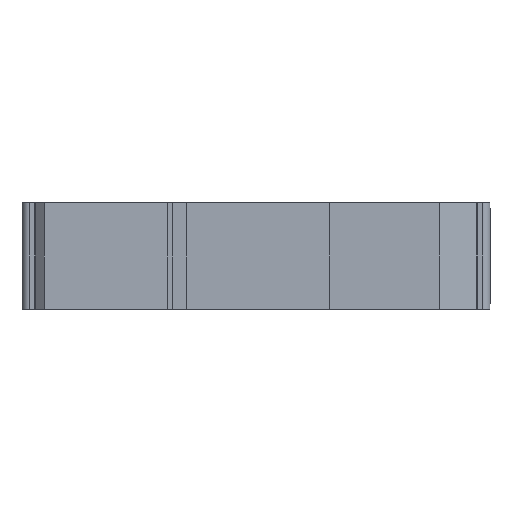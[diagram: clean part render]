
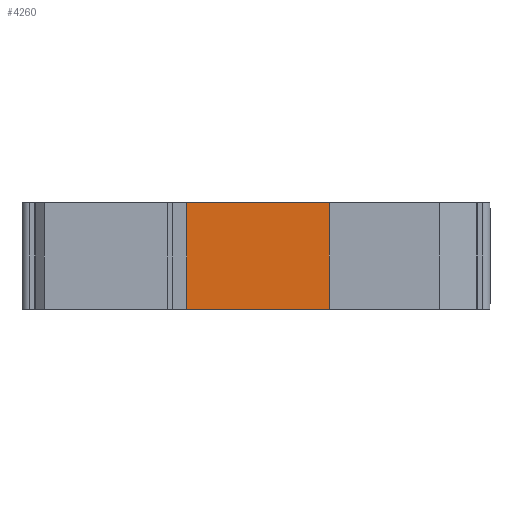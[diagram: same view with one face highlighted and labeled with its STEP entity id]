
A CAD part, front view. The second image highlights one B-rep face of the part: STEP entity #4260.
In plain terms, the highlighted planar face has unit normal (0, -1, 0).
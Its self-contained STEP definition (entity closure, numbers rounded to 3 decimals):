
#2410=CARTESIAN_POINT('',(16.45,7.5,
22.6));
#2420=VERTEX_POINT('',#2410);
#2450=CARTESIAN_POINT('',(-0.45,7.5,
22.6));
#2460=DIRECTION('',(1.,0.,0.));
#2470=VECTOR('',#2460,1.);
#2480=LINE('',#2450,#2470);
#2490=CARTESIAN_POINT('',(-17.95,7.5,
22.6));
#2500=VERTEX_POINT('',#2490);
#2510=EDGE_CURVE('',#2500,#2420,#2480,.T.);
#3960=CARTESIAN_POINT('',(-0.45,7.5,
11.3));
#3970=DIRECTION('',(0.,1.,0.));
#3980=DIRECTION('',(-1.,0.,0.));
#3990=AXIS2_PLACEMENT_3D('',#3960,#3970,#3980);
#4000=PLANE('',#3990);
#4010=CARTESIAN_POINT('',(-0.45,7.5,
0.));
#4020=DIRECTION('',(-1.,0.,0.));
#4030=VECTOR('',#4020,1.);
#4040=LINE('',#4010,#4030);
#4050=CARTESIAN_POINT('',(16.45,7.5,
0.));
#4060=VERTEX_POINT('',#4050);
#4070=CARTESIAN_POINT('',(-17.95,7.5,
0.));
#4080=VERTEX_POINT('',#4070);
#4090=EDGE_CURVE('',#4060,#4080,#4040,.T.);
#4100=ORIENTED_EDGE('',*,*,#4090,.F.);
#4110=CARTESIAN_POINT('',(-17.95,7.5,
11.3));
#4120=DIRECTION('',(0.,0.,-1.));
#4130=VECTOR('',#4120,1.);
#4140=LINE('',#4110,#4130);
#4150=EDGE_CURVE('',#2500,#4080,#4140,.T.);
#4160=ORIENTED_EDGE('',*,*,#4150,.T.);
#4170=ORIENTED_EDGE('',*,*,#2510,.F.);
#4180=CARTESIAN_POINT('',(16.45,7.5,
11.3));
#4190=DIRECTION('',(0.,0.,1.));
#4200=VECTOR('',#4190,1.);
#4210=LINE('',#4180,#4200);
#4220=EDGE_CURVE('',#4060,#2420,#4210,.T.);
#4230=ORIENTED_EDGE('',*,*,#4220,.T.);
#4240=EDGE_LOOP('',(#4230,#4170,#4160,#4100));
#4250=FACE_OUTER_BOUND('',#4240,.T.);
#4260=ADVANCED_FACE('',(#4250),#4000,.F.);
